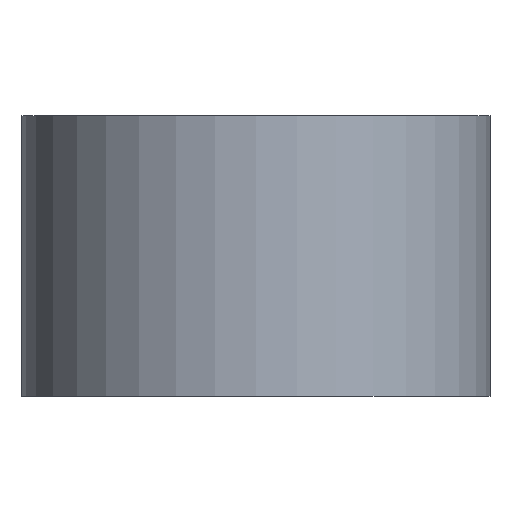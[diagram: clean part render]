
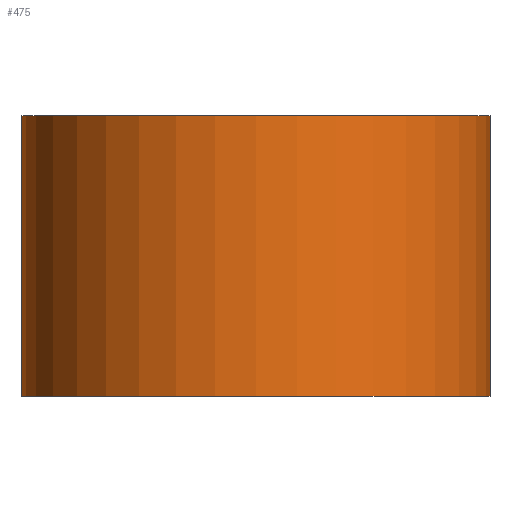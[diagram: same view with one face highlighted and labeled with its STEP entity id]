
A CAD part, front view. The second image highlights one B-rep face of the part: STEP entity #475.
In plain terms, the highlighted cylindrical face has radius 2.5 mm (diameter 5 mm), a partial arc.
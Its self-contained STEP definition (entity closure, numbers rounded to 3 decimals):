
#36=FACE_OUTER_BOUND('',#63,.T.);
#63=EDGE_LOOP('',(#325,#326,#327,#328));
#96=LINE('',#722,#141);
#97=LINE('',#725,#142);
#141=VECTOR('',#573,10.);
#142=VECTOR('',#576,10.);
#186=CIRCLE('',#517,2.5);
#187=CIRCLE('',#518,2.5);
#210=VERTEX_POINT('',#718);
#211=VERTEX_POINT('',#719);
#212=VERTEX_POINT('',#721);
#213=VERTEX_POINT('',#723);
#256=EDGE_CURVE('',#210,#211,#186,.T.);
#257=EDGE_CURVE('',#211,#212,#96,.T.);
#258=EDGE_CURVE('',#212,#213,#187,.T.);
#259=EDGE_CURVE('',#213,#210,#97,.T.);
#325=ORIENTED_EDGE('',*,*,#256,.T.);
#326=ORIENTED_EDGE('',*,*,#257,.T.);
#327=ORIENTED_EDGE('',*,*,#258,.T.);
#328=ORIENTED_EDGE('',*,*,#259,.T.);
#463=CYLINDRICAL_SURFACE('',#516,2.5);
#475=ADVANCED_FACE('',(#36),#463,.T.);
#516=AXIS2_PLACEMENT_3D('',#717,#569,#570);
#517=AXIS2_PLACEMENT_3D('',#720,#571,#572);
#518=AXIS2_PLACEMENT_3D('',#724,#574,#575);
#569=DIRECTION('center_axis',(0.,0.,-1.));
#570=DIRECTION('ref_axis',(1.,0.,0.));
#571=DIRECTION('center_axis',(0.,0.,-1.));
#572=DIRECTION('ref_axis',(1.,0.,0.));
#573=DIRECTION('',(0.,0.,-1.));
#574=DIRECTION('center_axis',(0.,0.,1.));
#575=DIRECTION('ref_axis',(1.,0.,0.));
#576=DIRECTION('',(0.,0.,1.));
#717=CARTESIAN_POINT('Origin',(-19.2,-5.2,5.));
#718=CARTESIAN_POINT('',(-16.7,-5.2,8.));
#719=CARTESIAN_POINT('',(-21.7,-5.2,8.));
#720=CARTESIAN_POINT('Origin',(-19.2,-5.2,8.));
#721=CARTESIAN_POINT('',(-21.7,-5.2,5.));
#722=CARTESIAN_POINT('',(-21.7,-5.2,5.));
#723=CARTESIAN_POINT('',(-16.7,-5.2,5.));
#724=CARTESIAN_POINT('Origin',(-19.2,-5.2,5.));
#725=CARTESIAN_POINT('',(-16.7,-5.2,5.));
